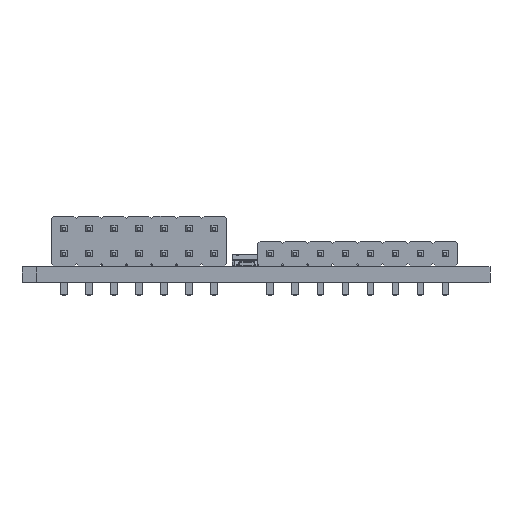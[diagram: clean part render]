
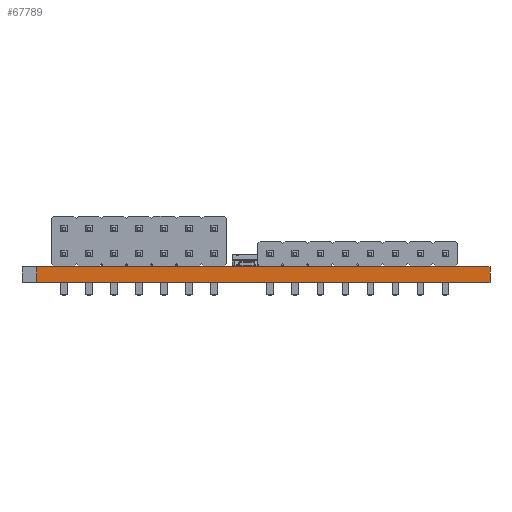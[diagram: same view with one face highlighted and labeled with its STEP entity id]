
A CAD part, left-side view. The second image highlights one B-rep face of the part: STEP entity #67789.
In plain terms, the highlighted planar face has unit normal (-1, 0, 0).
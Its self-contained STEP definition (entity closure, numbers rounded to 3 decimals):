
#67789 = ADVANCED_FACE('',(#67790),#67804,.F.);
#67790 = FACE_BOUND('',#67791,.F.);
#67791 = EDGE_LOOP('',(#67792,#67827,#67855,#67883));
#67792 = ORIENTED_EDGE('',*,*,#67793,.T.);
#67793 = EDGE_CURVE('',#67794,#67796,#67798,.T.);
#67794 = VERTEX_POINT('',#67795);
#67795 = CARTESIAN_POINT('',(131.,-89.5,0.));
#67796 = VERTEX_POINT('',#67797);
#67797 = CARTESIAN_POINT('',(131.,-89.5,1.6));
#67798 = SURFACE_CURVE('',#67799,(#67803,#67815),.PCURVE_S1.);
#67799 = LINE('',#67800,#67801);
#67800 = CARTESIAN_POINT('',(131.,-89.5,0.));
#67801 = VECTOR('',#67802,1.);
#67802 = DIRECTION('',(0.,0.,1.));
#67803 = PCURVE('',#67804,#67809);
#67804 = PLANE('',#67805);
#67805 = AXIS2_PLACEMENT_3D('',#67806,#67807,#67808);
#67806 = CARTESIAN_POINT('',(131.,-89.5,0.));
#67807 = DIRECTION('',(1.,0.,0.));
#67808 = DIRECTION('',(0.,-1.,0.));
#67809 = DEFINITIONAL_REPRESENTATION('',(#67810),#67814);
#67810 = LINE('',#67811,#67812);
#67811 = CARTESIAN_POINT('',(0.,0.));
#67812 = VECTOR('',#67813,1.);
#67813 = DIRECTION('',(0.,-1.));
#67814 = ( GEOMETRIC_REPRESENTATION_CONTEXT(2) 
PARAMETRIC_REPRESENTATION_CONTEXT() REPRESENTATION_CONTEXT('2D SPACE',''
  ) );
#67815 = PCURVE('',#67816,#67821);
#67816 = PLANE('',#67817);
#67817 = AXIS2_PLACEMENT_3D('',#67818,#67819,#67820);
#67818 = CARTESIAN_POINT('',(131.,-88.,0.));
#67819 = DIRECTION('',(1.,0.,0.));
#67820 = DIRECTION('',(0.,-1.,0.));
#67821 = DEFINITIONAL_REPRESENTATION('',(#67822),#67826);
#67822 = LINE('',#67823,#67824);
#67823 = CARTESIAN_POINT('',(1.5,0.));
#67824 = VECTOR('',#67825,1.);
#67825 = DIRECTION('',(0.,-1.));
#67826 = ( GEOMETRIC_REPRESENTATION_CONTEXT(2) 
PARAMETRIC_REPRESENTATION_CONTEXT() REPRESENTATION_CONTEXT('2D SPACE',''
  ) );
#67827 = ORIENTED_EDGE('',*,*,#67828,.T.);
#67828 = EDGE_CURVE('',#67796,#67829,#67831,.T.);
#67829 = VERTEX_POINT('',#67830);
#67830 = CARTESIAN_POINT('',(131.,-135.5,1.6));
#67831 = SURFACE_CURVE('',#67832,(#67836,#67843),.PCURVE_S1.);
#67832 = LINE('',#67833,#67834);
#67833 = CARTESIAN_POINT('',(131.,-89.5,1.6));
#67834 = VECTOR('',#67835,1.);
#67835 = DIRECTION('',(0.,-1.,0.));
#67836 = PCURVE('',#67804,#67837);
#67837 = DEFINITIONAL_REPRESENTATION('',(#67838),#67842);
#67838 = LINE('',#67839,#67840);
#67839 = CARTESIAN_POINT('',(0.,-1.6));
#67840 = VECTOR('',#67841,1.);
#67841 = DIRECTION('',(1.,0.));
#67842 = ( GEOMETRIC_REPRESENTATION_CONTEXT(2) 
PARAMETRIC_REPRESENTATION_CONTEXT() REPRESENTATION_CONTEXT('2D SPACE',''
  ) );
#67843 = PCURVE('',#67844,#67849);
#67844 = PLANE('',#67845);
#67845 = AXIS2_PLACEMENT_3D('',#67846,#67847,#67848);
#67846 = CARTESIAN_POINT('',(154.287,-111.75,1.6));
#67847 = DIRECTION('',(0.,0.,1.));
#67848 = DIRECTION('',(1.,0.,0.));
#67849 = DEFINITIONAL_REPRESENTATION('',(#67850),#67854);
#67850 = LINE('',#67851,#67852);
#67851 = CARTESIAN_POINT('',(-23.287,22.25));
#67852 = VECTOR('',#67853,1.);
#67853 = DIRECTION('',(0.,-1.));
#67854 = ( GEOMETRIC_REPRESENTATION_CONTEXT(2) 
PARAMETRIC_REPRESENTATION_CONTEXT() REPRESENTATION_CONTEXT('2D SPACE',''
  ) );
#67855 = ORIENTED_EDGE('',*,*,#67856,.F.);
#67856 = EDGE_CURVE('',#67857,#67829,#67859,.T.);
#67857 = VERTEX_POINT('',#67858);
#67858 = CARTESIAN_POINT('',(131.,-135.5,0.));
#67859 = SURFACE_CURVE('',#67860,(#67864,#67871),.PCURVE_S1.);
#67860 = LINE('',#67861,#67862);
#67861 = CARTESIAN_POINT('',(131.,-135.5,0.));
#67862 = VECTOR('',#67863,1.);
#67863 = DIRECTION('',(0.,0.,1.));
#67864 = PCURVE('',#67804,#67865);
#67865 = DEFINITIONAL_REPRESENTATION('',(#67866),#67870);
#67866 = LINE('',#67867,#67868);
#67867 = CARTESIAN_POINT('',(46.,0.));
#67868 = VECTOR('',#67869,1.);
#67869 = DIRECTION('',(0.,-1.));
#67870 = ( GEOMETRIC_REPRESENTATION_CONTEXT(2) 
PARAMETRIC_REPRESENTATION_CONTEXT() REPRESENTATION_CONTEXT('2D SPACE',''
  ) );
#67871 = PCURVE('',#67872,#67877);
#67872 = PLANE('',#67873);
#67873 = AXIS2_PLACEMENT_3D('',#67874,#67875,#67876);
#67874 = CARTESIAN_POINT('',(131.,-135.5,0.));
#67875 = DIRECTION('',(0.,1.,0.));
#67876 = DIRECTION('',(1.,0.,0.));
#67877 = DEFINITIONAL_REPRESENTATION('',(#67878),#67882);
#67878 = LINE('',#67879,#67880);
#67879 = CARTESIAN_POINT('',(0.,0.));
#67880 = VECTOR('',#67881,1.);
#67881 = DIRECTION('',(0.,-1.));
#67882 = ( GEOMETRIC_REPRESENTATION_CONTEXT(2) 
PARAMETRIC_REPRESENTATION_CONTEXT() REPRESENTATION_CONTEXT('2D SPACE',''
  ) );
#67883 = ORIENTED_EDGE('',*,*,#67884,.F.);
#67884 = EDGE_CURVE('',#67794,#67857,#67885,.T.);
#67885 = SURFACE_CURVE('',#67886,(#67890,#67897),.PCURVE_S1.);
#67886 = LINE('',#67887,#67888);
#67887 = CARTESIAN_POINT('',(131.,-89.5,0.));
#67888 = VECTOR('',#67889,1.);
#67889 = DIRECTION('',(0.,-1.,0.));
#67890 = PCURVE('',#67804,#67891);
#67891 = DEFINITIONAL_REPRESENTATION('',(#67892),#67896);
#67892 = LINE('',#67893,#67894);
#67893 = CARTESIAN_POINT('',(0.,0.));
#67894 = VECTOR('',#67895,1.);
#67895 = DIRECTION('',(1.,0.));
#67896 = ( GEOMETRIC_REPRESENTATION_CONTEXT(2) 
PARAMETRIC_REPRESENTATION_CONTEXT() REPRESENTATION_CONTEXT('2D SPACE',''
  ) );
#67897 = PCURVE('',#67898,#67903);
#67898 = PLANE('',#67899);
#67899 = AXIS2_PLACEMENT_3D('',#67900,#67901,#67902);
#67900 = CARTESIAN_POINT('',(154.287,-111.75,0.));
#67901 = DIRECTION('',(0.,0.,1.));
#67902 = DIRECTION('',(1.,0.,0.));
#67903 = DEFINITIONAL_REPRESENTATION('',(#67904),#67908);
#67904 = LINE('',#67905,#67906);
#67905 = CARTESIAN_POINT('',(-23.287,22.25));
#67906 = VECTOR('',#67907,1.);
#67907 = DIRECTION('',(0.,-1.));
#67908 = ( GEOMETRIC_REPRESENTATION_CONTEXT(2) 
PARAMETRIC_REPRESENTATION_CONTEXT() REPRESENTATION_CONTEXT('2D SPACE',''
  ) );
